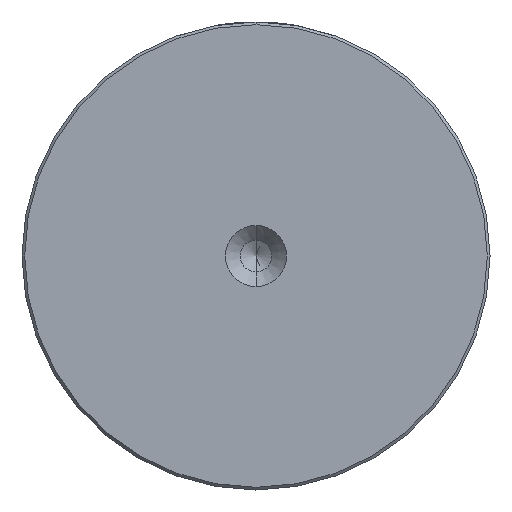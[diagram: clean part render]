
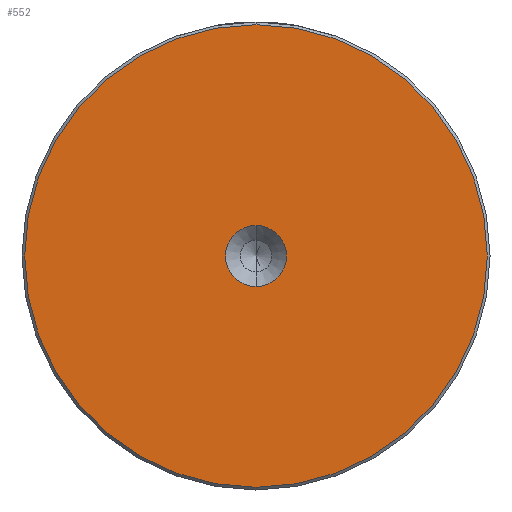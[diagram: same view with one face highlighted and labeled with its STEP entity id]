
A CAD part, left-side view. The second image highlights one B-rep face of the part: STEP entity #552.
In plain terms, the highlighted planar face has unit normal (-1, 0, 0).
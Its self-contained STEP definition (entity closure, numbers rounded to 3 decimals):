
#101 = DIRECTION ( 'NONE',  ( 0., 0., 1. ) ) ;
#111 = VERTEX_POINT ( 'NONE', #2481 ) ;
#136 = AXIS2_PLACEMENT_3D ( 'NONE', #1180, #2532, #1385 ) ;
#144 = EDGE_LOOP ( 'NONE', ( #978, #1677 ) ) ;
#265 = CIRCLE ( 'NONE', #2468, 5.6 ) ;
#330 = FACE_BOUND ( 'NONE', #2330, .T. ) ;
#518 = VERTEX_POINT ( 'NONE', #2499 ) ;
#552 = ADVANCED_FACE ( 'NONE', ( #1329, #330 ), #2136, .T. ) ;
#573 = AXIS2_PLACEMENT_3D ( 'NONE', #1727, #1720, #1713 ) ;
#691 = EDGE_CURVE ( 'NONE', #2007, #518, #2149, .T. ) ;
#704 = CIRCLE ( 'NONE', #1322, 42.5 ) ;
#753 = VERTEX_POINT ( 'NONE', #1876 ) ;
#917 = ORIENTED_EDGE ( 'NONE', *, *, #691, .F. ) ;
#978 = ORIENTED_EDGE ( 'NONE', *, *, #2560, .T. ) ;
#1085 = DIRECTION ( 'NONE',  ( -1., 0., 0. ) ) ;
#1180 = CARTESIAN_POINT ( 'NONE',  ( 0., 0., 0. ) ) ;
#1230 = CARTESIAN_POINT ( 'NONE',  ( 0., 0., -5.6 ) ) ;
#1318 = DIRECTION ( 'NONE',  ( -1., 0., 0. ) ) ;
#1322 = AXIS2_PLACEMENT_3D ( 'NONE', #2466, #1318, #101 ) ;
#1329 = FACE_OUTER_BOUND ( 'NONE', #144, .T. ) ;
#1358 = EDGE_CURVE ( 'NONE', #518, #2007, #265, .T. ) ;
#1385 = DIRECTION ( 'NONE',  ( 0., 0., 1. ) ) ;
#1677 = ORIENTED_EDGE ( 'NONE', *, *, #2244, .T. ) ;
#1713 = DIRECTION ( 'NONE',  ( 0., 0., 1. ) ) ;
#1720 = DIRECTION ( 'NONE',  ( -1., 0., 0. ) ) ;
#1727 = CARTESIAN_POINT ( 'NONE',  ( 0., 0., 0. ) ) ;
#1876 = CARTESIAN_POINT ( 'NONE',  ( 0., 0., 42.5 ) ) ;
#2007 = VERTEX_POINT ( 'NONE', #1230 ) ;
#2098 = CIRCLE ( 'NONE', #136, 42.5 ) ;
#2111 = DIRECTION ( 'NONE',  ( 0., 0., 1. ) ) ;
#2136 = PLANE ( 'NONE',  #2429 ) ;
#2149 = CIRCLE ( 'NONE', #573, 5.6 ) ;
#2239 = CARTESIAN_POINT ( 'NONE',  ( 0., 0., 0. ) ) ;
#2244 = EDGE_CURVE ( 'NONE', #753, #111, #704, .T. ) ;
#2296 = CARTESIAN_POINT ( 'NONE',  ( 0., 0., 0. ) ) ;
#2330 = EDGE_LOOP ( 'NONE', ( #2437, #917 ) ) ;
#2429 = AXIS2_PLACEMENT_3D ( 'NONE', #2296, #2507, #2111 ) ;
#2436 = DIRECTION ( 'NONE',  ( 0., 0., 1. ) ) ;
#2437 = ORIENTED_EDGE ( 'NONE', *, *, #1358, .F. ) ;
#2466 = CARTESIAN_POINT ( 'NONE',  ( 0., 0., 0. ) ) ;
#2468 = AXIS2_PLACEMENT_3D ( 'NONE', #2239, #1085, #2436 ) ;
#2481 = CARTESIAN_POINT ( 'NONE',  ( 0., 0., -42.5 ) ) ;
#2499 = CARTESIAN_POINT ( 'NONE',  ( 0., 0., 5.6 ) ) ;
#2507 = DIRECTION ( 'NONE',  ( -1., 0., 0. ) ) ;
#2532 = DIRECTION ( 'NONE',  ( -1., 0., 0. ) ) ;
#2560 = EDGE_CURVE ( 'NONE', #111, #753, #2098, .T. ) ;
